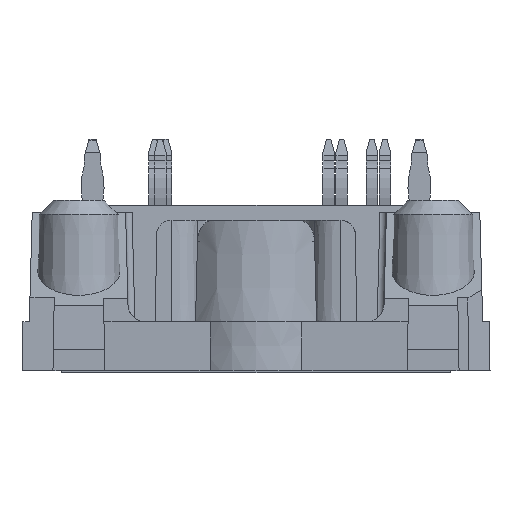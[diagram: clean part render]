
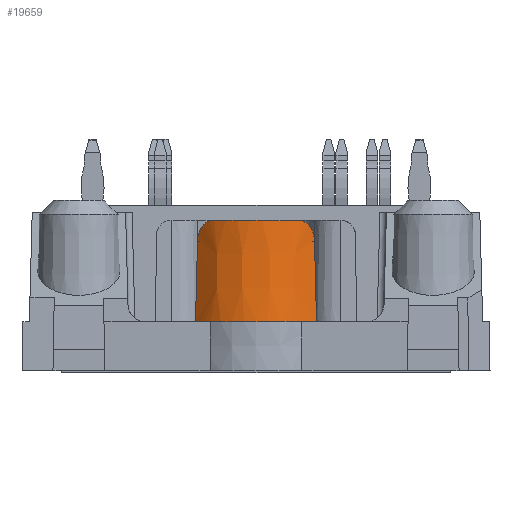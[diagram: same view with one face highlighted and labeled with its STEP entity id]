
A CAD part, left-side view. The second image highlights one B-rep face of the part: STEP entity #19659.
In plain terms, the highlighted conical face has half-angle 1 degrees and reference radius 5.5 mm.
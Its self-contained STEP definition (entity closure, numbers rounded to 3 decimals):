
#31=B_SPLINE_CURVE_WITH_KNOTS('',3,(#27187,#27188,#27189,#27190,#27191),
 .UNSPECIFIED.,.F.,.F.,(4,1,4),(0.,0.001,0.002),
 .UNSPECIFIED.);
#33=B_SPLINE_CURVE_WITH_KNOTS('',3,(#27213,#27214,#27215,#27216),
 .UNSPECIFIED.,.F.,.F.,(4,4),(0.,0.006),.UNSPECIFIED.);
#34=B_SPLINE_CURVE_WITH_KNOTS('',3,(#27222,#27223,#27224,#27225),
 .UNSPECIFIED.,.F.,.F.,(4,4),(0.,0.006),.UNSPECIFIED.);
#35=B_SPLINE_CURVE_WITH_KNOTS('',3,(#27228,#27229,#27230,#27231,#27232),
 .UNSPECIFIED.,.F.,.F.,(4,1,4),(0.,0.001,0.002),
 .UNSPECIFIED.);
#53=CONICAL_SURFACE('',#20629,5.5,0.017);
#190=CIRCLE('',#20623,5.5);
#191=CIRCLE('',#20630,5.5);
#192=CIRCLE('',#20631,5.5);
#193=CIRCLE('',#20632,5.377);
#1997=ORIENTED_EDGE('',*,*,#5807,.T.);
#1998=ORIENTED_EDGE('',*,*,#5808,.F.);
#1999=ORIENTED_EDGE('',*,*,#5794,.F.);
#2000=ORIENTED_EDGE('',*,*,#5809,.F.);
#2001=ORIENTED_EDGE('',*,*,#5810,.F.);
#2002=ORIENTED_EDGE('',*,*,#5798,.F.);
#2003=ORIENTED_EDGE('',*,*,#5811,.T.);
#2004=ORIENTED_EDGE('',*,*,#5812,.F.);
#5794=EDGE_CURVE('',#7732,#7733,#190,.T.);
#5798=EDGE_CURVE('',#7735,#7736,#31,.T.);
#5807=EDGE_CURVE('',#7742,#7743,#33,.T.);
#5808=EDGE_CURVE('',#7733,#7743,#191,.T.);
#5809=EDGE_CURVE('',#7744,#7732,#192,.T.);
#5810=EDGE_CURVE('',#7736,#7744,#34,.T.);
#5811=EDGE_CURVE('',#7735,#7745,#193,.F.);
#5812=EDGE_CURVE('',#7742,#7745,#35,.T.);
#7732=VERTEX_POINT('',#27179);
#7733=VERTEX_POINT('',#27180);
#7735=VERTEX_POINT('',#27186);
#7736=VERTEX_POINT('',#27192);
#7742=VERTEX_POINT('',#27217);
#7743=VERTEX_POINT('',#27218);
#7744=VERTEX_POINT('',#27221);
#7745=VERTEX_POINT('',#27227);
#11958=EDGE_LOOP('',(#1997,#1998,#1999,#2000,#2001,#2002,#2003,#2004));
#12832=FACE_BOUND('',#11958,.T.);
#19659=ADVANCED_FACE('',(#12832),#53,.T.);
#20623=AXIS2_PLACEMENT_3D('',#27178,#22793,#22794);
#20629=AXIS2_PLACEMENT_3D('',#27212,#22813,#22814);
#20630=AXIS2_PLACEMENT_3D('',#27219,#22815,#22816);
#20631=AXIS2_PLACEMENT_3D('',#27220,#22817,#22818);
#20632=AXIS2_PLACEMENT_3D('',#27226,#22819,#22820);
#22793=DIRECTION('',(0.,0.,-1.));
#22794=DIRECTION('',(-1.,0.,0.));
#22813=DIRECTION('',(0.,0.,-1.));
#22814=DIRECTION('',(-1.,0.,0.));
#22815=DIRECTION('',(0.,0.,-1.));
#22816=DIRECTION('',(-1.,0.,0.));
#22817=DIRECTION('',(0.,0.,-1.));
#22818=DIRECTION('',(-1.,0.,0.));
#22819=DIRECTION('',(0.,0.,1.));
#22820=DIRECTION('',(1.,0.,0.));
#27178=CARTESIAN_POINT('',(-27.5,0.,3.4));
#27179=CARTESIAN_POINT('',(-32.,-3.162,3.4));
#27180=CARTESIAN_POINT('',(-32.,3.162,3.4));
#27186=CARTESIAN_POINT('',(-32.034,-2.89,10.45));
#27187=CARTESIAN_POINT('',(-32.034,-2.89,10.45));
#27188=CARTESIAN_POINT('',(-31.821,-3.224,10.45));
#27189=CARTESIAN_POINT('',(-31.319,-3.827,10.146));
#27190=CARTESIAN_POINT('',(-31.061,-4.054,9.372));
#27191=CARTESIAN_POINT('',(-31.061,-4.063,8.976));
#27192=CARTESIAN_POINT('',(-31.061,-4.063,8.976));
#27212=CARTESIAN_POINT('',(-27.5,0.,3.4));
#27213=CARTESIAN_POINT('',(-31.061,4.063,8.976));
#27214=CARTESIAN_POINT('',(-31.057,4.11,7.117));
#27215=CARTESIAN_POINT('',(-31.053,4.156,5.259));
#27216=CARTESIAN_POINT('',(-31.049,4.201,3.4));
#27217=CARTESIAN_POINT('',(-31.061,4.063,8.976));
#27218=CARTESIAN_POINT('',(-31.049,4.201,3.4));
#27219=CARTESIAN_POINT('',(-27.5,0.,3.4));
#27220=CARTESIAN_POINT('',(-27.5,0.,3.4));
#27221=CARTESIAN_POINT('',(-31.049,-4.201,3.4));
#27222=CARTESIAN_POINT('',(-31.061,-4.063,8.976));
#27223=CARTESIAN_POINT('',(-31.057,-4.11,7.117));
#27224=CARTESIAN_POINT('',(-31.053,-4.156,5.259));
#27225=CARTESIAN_POINT('',(-31.049,-4.201,3.4));
#27226=CARTESIAN_POINT('',(-27.5,0.,10.45));
#27227=CARTESIAN_POINT('',(-32.034,2.89,10.45));
#27228=CARTESIAN_POINT('',(-31.061,4.063,8.976));
#27229=CARTESIAN_POINT('',(-31.061,4.054,9.372));
#27230=CARTESIAN_POINT('',(-31.318,3.829,10.144));
#27231=CARTESIAN_POINT('',(-31.821,3.224,10.45));
#27232=CARTESIAN_POINT('',(-32.034,2.89,10.45));
